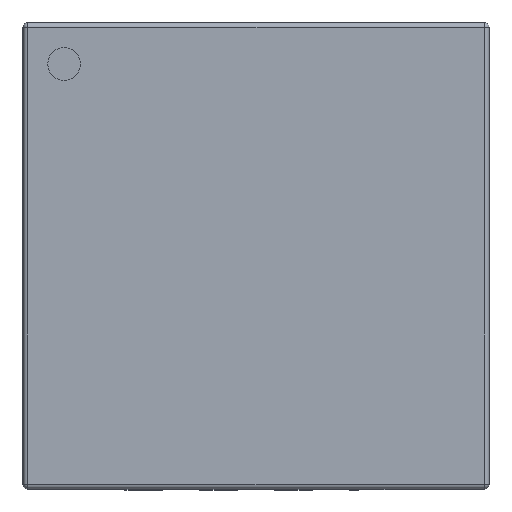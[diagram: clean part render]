
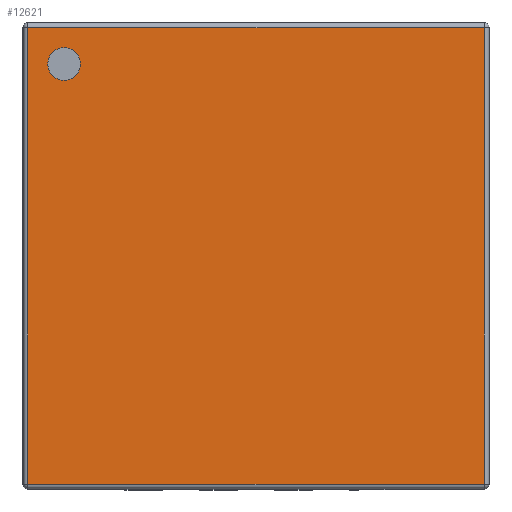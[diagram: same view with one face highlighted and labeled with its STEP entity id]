
A CAD part, top view. The second image highlights one B-rep face of the part: STEP entity #12621.
In plain terms, the highlighted planar face has unit normal (0, 0, 1).
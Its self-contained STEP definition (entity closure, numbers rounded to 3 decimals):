
#3103 = CYLINDRICAL_SURFACE('',#3104,0.05);
#3104 = AXIS2_PLACEMENT_3D('',#3105,#3106,#3107);
#3105 = CARTESIAN_POINT('',(-2.49,-2.44,0.83));
#3106 = DIRECTION('',(1.,0.,0.));
#3107 = DIRECTION('',(0.,-1.,0.));
#10707 = VERTEX_POINT('',#10708);
#10708 = CARTESIAN_POINT('',(-2.44,-2.44,0.88));
#10730 = EDGE_CURVE('',#10707,#10731,#10733,.T.);
#10731 = VERTEX_POINT('',#10732);
#10732 = CARTESIAN_POINT('',(2.44,-2.44,0.88));
#10733 = SURFACE_CURVE('',#10734,(#10738,#10745),.PCURVE_S1.);
#10734 = LINE('',#10735,#10736);
#10735 = CARTESIAN_POINT('',(-2.49,-2.44,0.88));
#10736 = VECTOR('',#10737,1.);
#10737 = DIRECTION('',(1.,0.,0.));
#10738 = PCURVE('',#3103,#10739);
#10739 = DEFINITIONAL_REPRESENTATION('',(#10740),#10744);
#10740 = LINE('',#10741,#10742);
#10741 = CARTESIAN_POINT('',(-1.571,0.));
#10742 = VECTOR('',#10743,1.);
#10743 = DIRECTION('',(-0.,1.));
#10744 = ( GEOMETRIC_REPRESENTATION_CONTEXT(2) 
PARAMETRIC_REPRESENTATION_CONTEXT() REPRESENTATION_CONTEXT('2D SPACE',''
  ) );
#10745 = PCURVE('',#10746,#10751);
#10746 = PLANE('',#10747);
#10747 = AXIS2_PLACEMENT_3D('',#10748,#10749,#10750);
#10748 = CARTESIAN_POINT('',(-2.49,-2.49,0.88));
#10749 = DIRECTION('',(0.,0.,1.));
#10750 = DIRECTION('',(1.,0.,0.));
#10751 = DEFINITIONAL_REPRESENTATION('',(#10752),#10756);
#10752 = LINE('',#10753,#10754);
#10753 = CARTESIAN_POINT('',(0.,0.05));
#10754 = VECTOR('',#10755,1.);
#10755 = DIRECTION('',(1.,0.));
#10756 = ( GEOMETRIC_REPRESENTATION_CONTEXT(2) 
PARAMETRIC_REPRESENTATION_CONTEXT() REPRESENTATION_CONTEXT('2D SPACE',''
  ) );
#11014 = CYLINDRICAL_SURFACE('',#11015,0.05);
#11015 = AXIS2_PLACEMENT_3D('',#11016,#11017,#11018);
#11016 = CARTESIAN_POINT('',(-2.44,2.44,0.83));
#11017 = DIRECTION('',(-0.,-1.,-0.));
#11018 = DIRECTION('',(-1.,0.,0.));
#11573 = CYLINDRICAL_SURFACE('',#11574,0.05);
#11574 = AXIS2_PLACEMENT_3D('',#11575,#11576,#11577);
#11575 = CARTESIAN_POINT('',(-2.49,2.44,0.83));
#11576 = DIRECTION('',(1.,0.,0.));
#11577 = DIRECTION('',(0.,1.,0.));
#11946 = CYLINDRICAL_SURFACE('',#11947,0.05);
#11947 = AXIS2_PLACEMENT_3D('',#11948,#11949,#11950);
#11948 = CARTESIAN_POINT('',(2.44,2.44,0.83));
#11949 = DIRECTION('',(-0.,-1.,-0.));
#11950 = DIRECTION('',(0.,0.,1.));
#12621 = ADVANCED_FACE('',(#12622,#12692),#10746,.T.);
#12622 = FACE_BOUND('',#12623,.T.);
#12623 = EDGE_LOOP('',(#12624,#12625,#12648,#12671));
#12624 = ORIENTED_EDGE('',*,*,#10730,.T.);
#12625 = ORIENTED_EDGE('',*,*,#12626,.F.);
#12626 = EDGE_CURVE('',#12627,#10731,#12629,.T.);
#12627 = VERTEX_POINT('',#12628);
#12628 = CARTESIAN_POINT('',(2.44,2.44,0.88));
#12629 = SURFACE_CURVE('',#12630,(#12634,#12641),.PCURVE_S1.);
#12630 = LINE('',#12631,#12632);
#12631 = CARTESIAN_POINT('',(2.44,2.44,0.88));
#12632 = VECTOR('',#12633,1.);
#12633 = DIRECTION('',(-0.,-1.,-0.));
#12634 = PCURVE('',#10746,#12635);
#12635 = DEFINITIONAL_REPRESENTATION('',(#12636),#12640);
#12636 = LINE('',#12637,#12638);
#12637 = CARTESIAN_POINT('',(4.93,4.93));
#12638 = VECTOR('',#12639,1.);
#12639 = DIRECTION('',(-0.,-1.));
#12640 = ( GEOMETRIC_REPRESENTATION_CONTEXT(2) 
PARAMETRIC_REPRESENTATION_CONTEXT() REPRESENTATION_CONTEXT('2D SPACE',''
  ) );
#12641 = PCURVE('',#11946,#12642);
#12642 = DEFINITIONAL_REPRESENTATION('',(#12643),#12647);
#12643 = LINE('',#12644,#12645);
#12644 = CARTESIAN_POINT('',(-0.,0.));
#12645 = VECTOR('',#12646,1.);
#12646 = DIRECTION('',(-0.,1.));
#12647 = ( GEOMETRIC_REPRESENTATION_CONTEXT(2) 
PARAMETRIC_REPRESENTATION_CONTEXT() REPRESENTATION_CONTEXT('2D SPACE',''
  ) );
#12648 = ORIENTED_EDGE('',*,*,#12649,.F.);
#12649 = EDGE_CURVE('',#12650,#12627,#12652,.T.);
#12650 = VERTEX_POINT('',#12651);
#12651 = CARTESIAN_POINT('',(-2.44,2.44,0.88));
#12652 = SURFACE_CURVE('',#12653,(#12657,#12664),.PCURVE_S1.);
#12653 = LINE('',#12654,#12655);
#12654 = CARTESIAN_POINT('',(-2.49,2.44,0.88));
#12655 = VECTOR('',#12656,1.);
#12656 = DIRECTION('',(1.,0.,0.));
#12657 = PCURVE('',#10746,#12658);
#12658 = DEFINITIONAL_REPRESENTATION('',(#12659),#12663);
#12659 = LINE('',#12660,#12661);
#12660 = CARTESIAN_POINT('',(0.,4.93));
#12661 = VECTOR('',#12662,1.);
#12662 = DIRECTION('',(1.,0.));
#12663 = ( GEOMETRIC_REPRESENTATION_CONTEXT(2) 
PARAMETRIC_REPRESENTATION_CONTEXT() REPRESENTATION_CONTEXT('2D SPACE',''
  ) );
#12664 = PCURVE('',#11573,#12665);
#12665 = DEFINITIONAL_REPRESENTATION('',(#12666),#12670);
#12666 = LINE('',#12667,#12668);
#12667 = CARTESIAN_POINT('',(1.571,0.));
#12668 = VECTOR('',#12669,1.);
#12669 = DIRECTION('',(0.,1.));
#12670 = ( GEOMETRIC_REPRESENTATION_CONTEXT(2) 
PARAMETRIC_REPRESENTATION_CONTEXT() REPRESENTATION_CONTEXT('2D SPACE',''
  ) );
#12671 = ORIENTED_EDGE('',*,*,#12672,.T.);
#12672 = EDGE_CURVE('',#12650,#10707,#12673,.T.);
#12673 = SURFACE_CURVE('',#12674,(#12678,#12685),.PCURVE_S1.);
#12674 = LINE('',#12675,#12676);
#12675 = CARTESIAN_POINT('',(-2.44,2.44,0.88));
#12676 = VECTOR('',#12677,1.);
#12677 = DIRECTION('',(-0.,-1.,-0.));
#12678 = PCURVE('',#10746,#12679);
#12679 = DEFINITIONAL_REPRESENTATION('',(#12680),#12684);
#12680 = LINE('',#12681,#12682);
#12681 = CARTESIAN_POINT('',(0.05,4.93));
#12682 = VECTOR('',#12683,1.);
#12683 = DIRECTION('',(-0.,-1.));
#12684 = ( GEOMETRIC_REPRESENTATION_CONTEXT(2) 
PARAMETRIC_REPRESENTATION_CONTEXT() REPRESENTATION_CONTEXT('2D SPACE',''
  ) );
#12685 = PCURVE('',#11014,#12686);
#12686 = DEFINITIONAL_REPRESENTATION('',(#12687),#12691);
#12687 = LINE('',#12688,#12689);
#12688 = CARTESIAN_POINT('',(-1.571,0.));
#12689 = VECTOR('',#12690,1.);
#12690 = DIRECTION('',(-0.,1.));
#12691 = ( GEOMETRIC_REPRESENTATION_CONTEXT(2) 
PARAMETRIC_REPRESENTATION_CONTEXT() REPRESENTATION_CONTEXT('2D SPACE',''
  ) );
#12692 = FACE_BOUND('',#12693,.T.);
#12693 = EDGE_LOOP('',(#12694));
#12694 = ORIENTED_EDGE('',*,*,#12695,.F.);
#12695 = EDGE_CURVE('',#12696,#12696,#12698,.T.);
#12696 = VERTEX_POINT('',#12697);
#12697 = CARTESIAN_POINT('',(-1.875,-2.05,0.88));
#12698 = SURFACE_CURVE('',#12699,(#12704,#12711),.PCURVE_S1.);
#12699 = CIRCLE('',#12700,0.175);
#12700 = AXIS2_PLACEMENT_3D('',#12701,#12702,#12703);
#12701 = CARTESIAN_POINT('',(-2.05,-2.05,0.88));
#12702 = DIRECTION('',(0.,0.,1.));
#12703 = DIRECTION('',(1.,0.,0.));
#12704 = PCURVE('',#10746,#12705);
#12705 = DEFINITIONAL_REPRESENTATION('',(#12706),#12710);
#12706 = CIRCLE('',#12707,0.175);
#12707 = AXIS2_PLACEMENT_2D('',#12708,#12709);
#12708 = CARTESIAN_POINT('',(0.44,0.44));
#12709 = DIRECTION('',(1.,0.));
#12710 = ( GEOMETRIC_REPRESENTATION_CONTEXT(2) 
PARAMETRIC_REPRESENTATION_CONTEXT() REPRESENTATION_CONTEXT('2D SPACE',''
  ) );
#12711 = PCURVE('',#12712,#12717);
#12712 = CYLINDRICAL_SURFACE('',#12713,0.175);
#12713 = AXIS2_PLACEMENT_3D('',#12714,#12715,#12716);
#12714 = CARTESIAN_POINT('',(-2.05,-2.05,0.88));
#12715 = DIRECTION('',(-0.,-0.,-1.));
#12716 = DIRECTION('',(1.,0.,0.));
#12717 = DEFINITIONAL_REPRESENTATION('',(#12718),#12722);
#12718 = LINE('',#12719,#12720);
#12719 = CARTESIAN_POINT('',(-0.,0.));
#12720 = VECTOR('',#12721,1.);
#12721 = DIRECTION('',(-1.,0.));
#12722 = ( GEOMETRIC_REPRESENTATION_CONTEXT(2) 
PARAMETRIC_REPRESENTATION_CONTEXT() REPRESENTATION_CONTEXT('2D SPACE',''
  ) );
